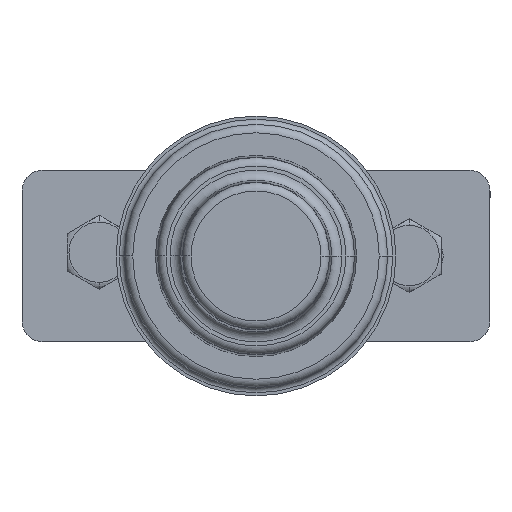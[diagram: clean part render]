
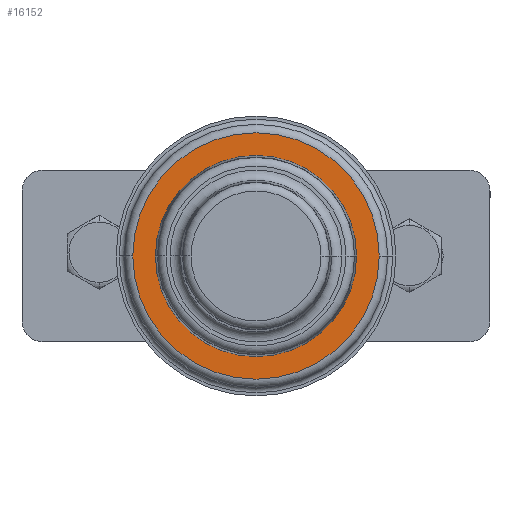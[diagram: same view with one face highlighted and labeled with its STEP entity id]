
A CAD part, left-side view. The second image highlights one B-rep face of the part: STEP entity #16152.
In plain terms, the highlighted planar face has unit normal (-1, 0, 0).
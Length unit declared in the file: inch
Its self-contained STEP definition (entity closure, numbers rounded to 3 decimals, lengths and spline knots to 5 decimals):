
#667 = ORIENTED_EDGE ( 'NONE', *, *, #6486, .F. ) ;
#676 = ORIENTED_EDGE ( 'NONE', *, *, #6636, .F. ) ;
#726 = ORIENTED_EDGE ( 'NONE', *, *, #6482, .T. ) ;
#728 = ORIENTED_EDGE ( 'NONE', *, *, #6512, .T. ) ;
#2702 = CARTESIAN_POINT ( 'NONE',  ( -5.8125, 0., 0.591 ) ) ;
#2753 = CARTESIAN_POINT ( 'NONE',  ( -5.8125, 0., 0. ) ) ;
#2837 = CARTESIAN_POINT ( 'NONE',  ( -5.8125, 0., -0.591 ) ) ;
#2888 = DIRECTION ( 'NONE',  ( 0., 0., 1. ) ) ;
#2893 = CARTESIAN_POINT ( 'NONE',  ( -5.8125, 0., -0.724 ) ) ;
#2935 = CARTESIAN_POINT ( 'NONE',  ( -5.8125, 0., 0.724 ) ) ;
#2950 = DIRECTION ( 'NONE',  ( -1., 0., 0. ) ) ;
#3024 = EDGE_LOOP ( 'NONE', ( #726, #728 ) ) ;
#3634 = FACE_BOUND ( 'NONE', #12969, .T. ) ;
#3635 = FACE_OUTER_BOUND ( 'NONE', #3024, .T. ) ;
#6482 = EDGE_CURVE ( 'NONE', #7482, #7475, #17251, .T. ) ;
#6486 = EDGE_CURVE ( 'NONE', #7489, #7488, #17256, .T. ) ;
#6512 = EDGE_CURVE ( 'NONE', #7475, #7482, #17289, .T. ) ;
#6636 = EDGE_CURVE ( 'NONE', #7488, #7489, #17472, .T. ) ;
#7475 = VERTEX_POINT ( 'NONE', #2893 ) ;
#7482 = VERTEX_POINT ( 'NONE', #2935 ) ;
#7488 = VERTEX_POINT ( 'NONE', #2837 ) ;
#7489 = VERTEX_POINT ( 'NONE', #2702 ) ;
#8994 = AXIS2_PLACEMENT_3D ( 'NONE', #12801, #12611, #12832 ) ;
#9057 = AXIS2_PLACEMENT_3D ( 'NONE', #2753, #2950, #2888 ) ;
#9126 = AXIS2_PLACEMENT_3D ( 'NONE', #15413, #15402, #15368 ) ;
#9165 = AXIS2_PLACEMENT_3D ( 'NONE', #12769, #12743, #12641 ) ;
#9169 = AXIS2_PLACEMENT_3D ( 'NONE', #14810, #14993, #14855 ) ;
#12611 = DIRECTION ( 'NONE',  ( -1., 0., 0. ) ) ;
#12641 = DIRECTION ( 'NONE',  ( 0., 0., 1. ) ) ;
#12743 = DIRECTION ( 'NONE',  ( -1., 0., 0. ) ) ;
#12769 = CARTESIAN_POINT ( 'NONE',  ( -5.8125, 0., 0. ) ) ;
#12801 = CARTESIAN_POINT ( 'NONE',  ( -5.8125, 0., 0. ) ) ;
#12832 = DIRECTION ( 'NONE',  ( 0., 0., 1. ) ) ;
#12969 = EDGE_LOOP ( 'NONE', ( #676, #667 ) ) ;
#14810 = CARTESIAN_POINT ( 'NONE',  ( -5.8125, 0., 0. ) ) ;
#14855 = DIRECTION ( 'NONE',  ( 0., 0., 1. ) ) ;
#14993 = DIRECTION ( 'NONE',  ( -1., 0., 0. ) ) ;
#15368 = DIRECTION ( 'NONE',  ( 0., 0., -1. ) ) ;
#15371 = PLANE ( 'NONE',  #9126 ) ;
#15402 = DIRECTION ( 'NONE',  ( 1., 0., 0. ) ) ;
#15413 = CARTESIAN_POINT ( 'NONE',  ( -5.8125, 0., -0.591 ) ) ;
#16152 = ADVANCED_FACE ( 'NONE', ( #3634, #3635 ), #15371, .F. ) ;
#17251 = CIRCLE ( 'NONE', #9169, 0.724 ) ;
#17256 = CIRCLE ( 'NONE', #9165, 0.591 ) ;
#17289 = CIRCLE ( 'NONE', #8994, 0.724 ) ;
#17472 = CIRCLE ( 'NONE', #9057, 0.591 ) ;
